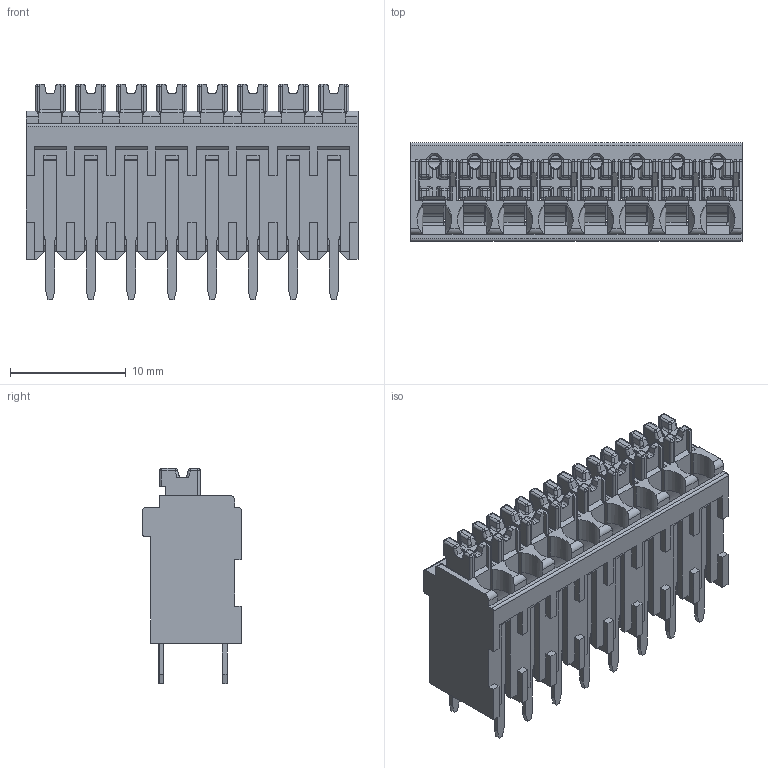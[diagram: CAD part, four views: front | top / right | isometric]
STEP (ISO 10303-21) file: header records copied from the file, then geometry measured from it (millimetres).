
FILE_DESCRIPTION(/* description */ ('Unknown'),/* implementation_level */ '2;1');
FILE_NAME(/* name */ '691410100008',/* time_stamp */ '2021-08-11T15:35:17+02:00',/* author */ ('Unknown'),/* organization */ ('Unknown'),/* preprocessor_version */ 'ST-DEVELOPER v16.7',/* originating_system */ 'Solid Edge',/* authorisation */ 'Unknown');
FILE_SCHEMA (('AUTOMOTIVE_DESIGN {1 0 10303 214 3 1 1}'));
Length unit declared in the file: millimetre
Products named in the file (5): 6914101000xx; 691410100008; 6914101000xx_SolderPin; 6914101000xx_SpringClamp; 6914101000xx_Lever
Assembly tree (25 placements, depth 2):
  6914101000xx
    691410100008
    6914101000xx_SolderPin  x8
    6914101000xx_SpringClamp  x8
    6914101000xx_Lever  x8
Bounding box: 28.7 x 8.5 x 18.6 mm (x, y, z)
Volume: 1486 mm3; surface area: 5616.7 mm2
Topology: 25 solids, 25 shells, 2745 faces, 7499 edges, 4651 vertices
Faces by surface type: plane 1689, cylinder 767, sphere 129, bspline 112, torus 32, cone 16
Entity records: 30722 total; most frequent: CARTESIAN_POINT 5985, ORIENTED_EDGE 5304, DIRECTION 4871, EDGE_CURVE 2652, LINE 2211, VECTOR 2211, VERTEX_POINT 1683, AXIS2_PLACEMENT_3D 1330
